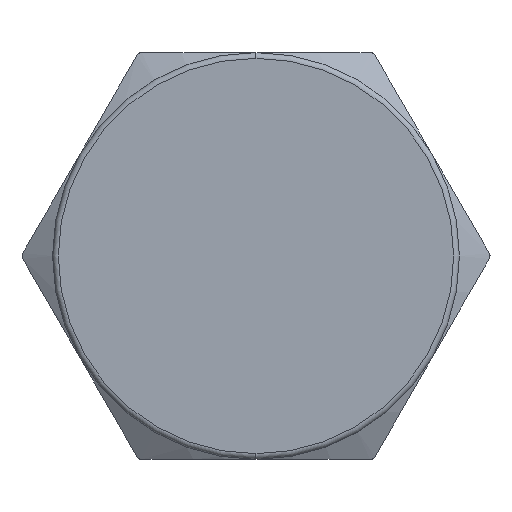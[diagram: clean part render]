
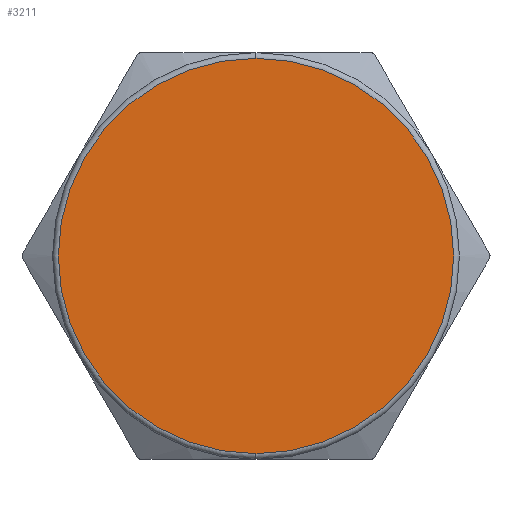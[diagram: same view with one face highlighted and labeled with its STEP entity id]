
A CAD part, left-side view. The second image highlights one B-rep face of the part: STEP entity #3211.
In plain terms, the highlighted planar face has unit normal (-1, 0, 0).
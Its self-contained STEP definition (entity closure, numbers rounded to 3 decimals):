
#552=CARTESIAN_POINT('',(-1.25,0.,0.));
#553=DIRECTION('',(-1.,0.,0.));
#554=DIRECTION('',(0.,0.,1.));
#555=AXIS2_PLACEMENT_3D('',#552,#553,#554);
#557=CARTESIAN_POINT('',(-1.25,0.,0.));
#558=DIRECTION('',(-1.,0.,0.));
#559=DIRECTION('',(0.,0.,-1.));
#560=AXIS2_PLACEMENT_3D('',#557,#558,#559);
#2725=CARTESIAN_POINT('',(-1.25,0.,6.9));
#2726=CARTESIAN_POINT('',(-1.25,0.,-6.9));
#2727=VERTEX_POINT('',#2725);
#2728=VERTEX_POINT('',#2726);
#3201=CARTESIAN_POINT('',(-1.25,0.,0.));
#3202=DIRECTION('',(1.,0.,0.));
#3203=DIRECTION('',(0.,1.,0.));
#3204=AXIS2_PLACEMENT_3D('',#3201,#3202,#3203);
#3205=PLANE('',#3204);
#3207=ORIENTED_EDGE('',*,*,#3206,.F.);
#3208=ORIENTED_EDGE('',*,*,#3191,.F.);
#3209=EDGE_LOOP('',(#3207,#3208));
#3210=FACE_OUTER_BOUND('',#3209,.F.);
#556=CIRCLE('',#555,6.9);
#561=CIRCLE('',#560,6.9);
#3191=EDGE_CURVE('',#2728,#2727,#561,.T.);
#3206=EDGE_CURVE('',#2727,#2728,#556,.T.);
#3211=ADVANCED_FACE('',(#3210),#3205,.F.);
